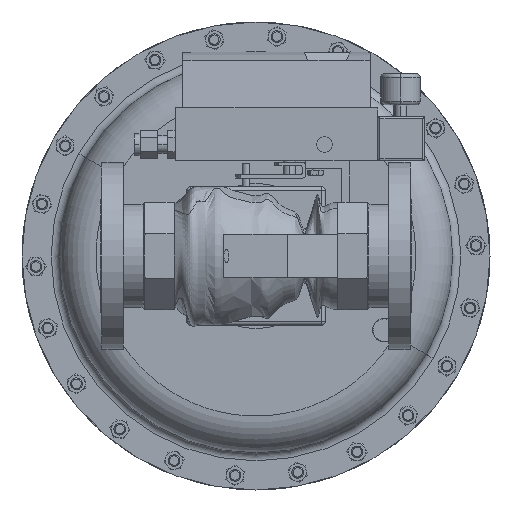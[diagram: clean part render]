
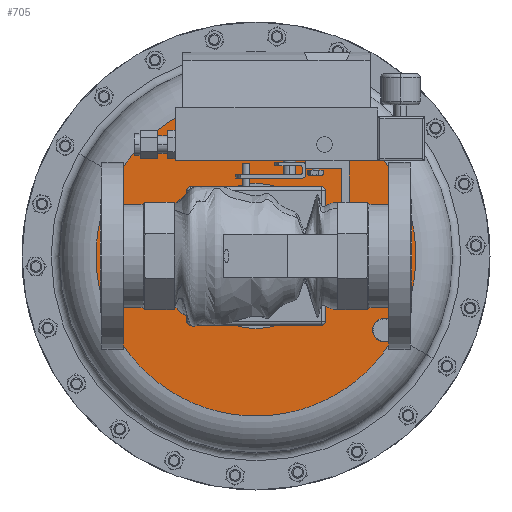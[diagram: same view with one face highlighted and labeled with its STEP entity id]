
A CAD part, front view. The second image highlights one B-rep face of the part: STEP entity #705.
In plain terms, the highlighted planar face has unit normal (0, -1, 0).
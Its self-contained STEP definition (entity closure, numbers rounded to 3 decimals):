
#705 = ADVANCED_FACE ( 'NONE', ( #4870, #54786 ), #41019, .T. ) ;
#858 = EDGE_CURVE ( 'NONE', #44919, #8833, #24559, .T. ) ;
#2058 = CARTESIAN_POINT ( 'NONE',  ( 0., 8.92, 0. ) ) ;
#2382 = DIRECTION ( 'NONE',  ( 0., 1., 0. ) ) ;
#2603 = EDGE_CURVE ( 'NONE', #8833, #24893, #18383, .T. ) ;
#4870 = FACE_BOUND ( 'NONE', #19710, .T. ) ;
#6174 = CARTESIAN_POINT ( 'NONE',  ( 4.438, 8.92, -2.563 ) ) ;
#6332 = CARTESIAN_POINT ( 'NONE',  ( 0., 8.92, 0. ) ) ;
#6902 = DIRECTION ( 'NONE',  ( 0., 0., -1. ) ) ;
#8672 = VERTEX_POINT ( 'NONE', #33326 ) ;
#8704 = VERTEX_POINT ( 'NONE', #62359 ) ;
#8833 = VERTEX_POINT ( 'NONE', #6174 ) ;
#11218 = DIRECTION ( 'NONE',  ( 0.866, 0., -0.5 ) ) ;
#11358 = ORIENTED_EDGE ( 'NONE', *, *, #49778, .F. ) ;
#12344 = CARTESIAN_POINT ( 'NONE',  ( 0., 8.92, 0. ) ) ;
#16860 = DIRECTION ( 'NONE',  ( -0.866, 0., 0.5 ) ) ;
#17222 = DIRECTION ( 'NONE',  ( 0.866, 0., -0.5 ) ) ;
#17601 = EDGE_CURVE ( 'NONE', #8833, #44919, #23704, .T. ) ;
#18383 = CIRCLE ( 'NONE', #35718, 0.375 ) ;
#19710 = EDGE_LOOP ( 'NONE', ( #40210, #11358 ) ) ;
#20498 = CARTESIAN_POINT ( 'NONE',  ( 4.114, 8.92, -2.375 ) ) ;
#22270 = AXIS2_PLACEMENT_3D ( 'NONE', #6332, #40223, #11218 ) ;
#23704 = CIRCLE ( 'NONE', #53325, 5.125 ) ;
#24559 = CIRCLE ( 'NONE', #22270, 5.125 ) ;
#24893 = VERTEX_POINT ( 'NONE', #43892 ) ;
#25358 = DIRECTION ( 'NONE',  ( 0.866, 0., -0.5 ) ) ;
#27044 = DIRECTION ( 'NONE',  ( 0., -1., 0. ) ) ;
#29812 = AXIS2_PLACEMENT_3D ( 'NONE', #20498, #54286, #25358 ) ;
#31387 = CARTESIAN_POINT ( 'NONE',  ( 4.114, 8.92, -2.375 ) ) ;
#33326 = CARTESIAN_POINT ( 'NONE',  ( 0., 8.92, 2.325 ) ) ;
#34200 = ORIENTED_EDGE ( 'NONE', *, *, #17601, .F. ) ;
#34576 = CIRCLE ( 'NONE', #42869, 2.325 ) ;
#35718 = AXIS2_PLACEMENT_3D ( 'NONE', #31387, #2382, #36257 ) ;
#35918 = DIRECTION ( 'NONE',  ( 0., -1., 0. ) ) ;
#36257 = DIRECTION ( 'NONE',  ( 0.866, 0., -0.5 ) ) ;
#37628 = CIRCLE ( 'NONE', #52748, 2.325 ) ;
#37798 = EDGE_LOOP ( 'NONE', ( #34200, #42677, #54421, #51909 ) ) ;
#40210 = ORIENTED_EDGE ( 'NONE', *, *, #42754, .F. ) ;
#40223 = DIRECTION ( 'NONE',  ( 0., 1., 0. ) ) ;
#40600 = CARTESIAN_POINT ( 'NONE',  ( -2.563, 8.92, -4.438 ) ) ;
#41019 = PLANE ( 'NONE',  #55837 ) ;
#42677 = ORIENTED_EDGE ( 'NONE', *, *, #2603, .T. ) ;
#42754 = EDGE_CURVE ( 'NONE', #8704, #8672, #37628, .T. ) ;
#42869 = AXIS2_PLACEMENT_3D ( 'NONE', #55964, #27044, #60759 ) ;
#43892 = CARTESIAN_POINT ( 'NONE',  ( 3.789, 8.92, -2.188 ) ) ;
#44919 = VERTEX_POINT ( 'NONE', #60913 ) ;
#45868 = DIRECTION ( 'NONE',  ( 0., -1., 0. ) ) ;
#46223 = DIRECTION ( 'NONE',  ( 0., 1., 0. ) ) ;
#46567 = EDGE_CURVE ( 'NONE', #24893, #8833, #61410, .T. ) ;
#49778 = EDGE_CURVE ( 'NONE', #8672, #8704, #34576, .T. ) ;
#51909 = ORIENTED_EDGE ( 'NONE', *, *, #858, .F. ) ;
#52748 = AXIS2_PLACEMENT_3D ( 'NONE', #2058, #35918, #6902 ) ;
#53325 = AXIS2_PLACEMENT_3D ( 'NONE', #12344, #46223, #17222 ) ;
#54286 = DIRECTION ( 'NONE',  ( 0., 1., 0. ) ) ;
#54421 = ORIENTED_EDGE ( 'NONE', *, *, #46567, .T. ) ;
#54786 = FACE_OUTER_BOUND ( 'NONE', #37798, .T. ) ;
#55837 = AXIS2_PLACEMENT_3D ( 'NONE', #40600, #45868, #16860 ) ;
#55964 = CARTESIAN_POINT ( 'NONE',  ( 0., 8.92, 0. ) ) ;
#60759 = DIRECTION ( 'NONE',  ( 0., 0., -1. ) ) ;
#60913 = CARTESIAN_POINT ( 'NONE',  ( -4.438, 8.92, 2.563 ) ) ;
#61410 = CIRCLE ( 'NONE', #29812, 0.375 ) ;
#62359 = CARTESIAN_POINT ( 'NONE',  ( 0., 8.92, -2.325 ) ) ;
